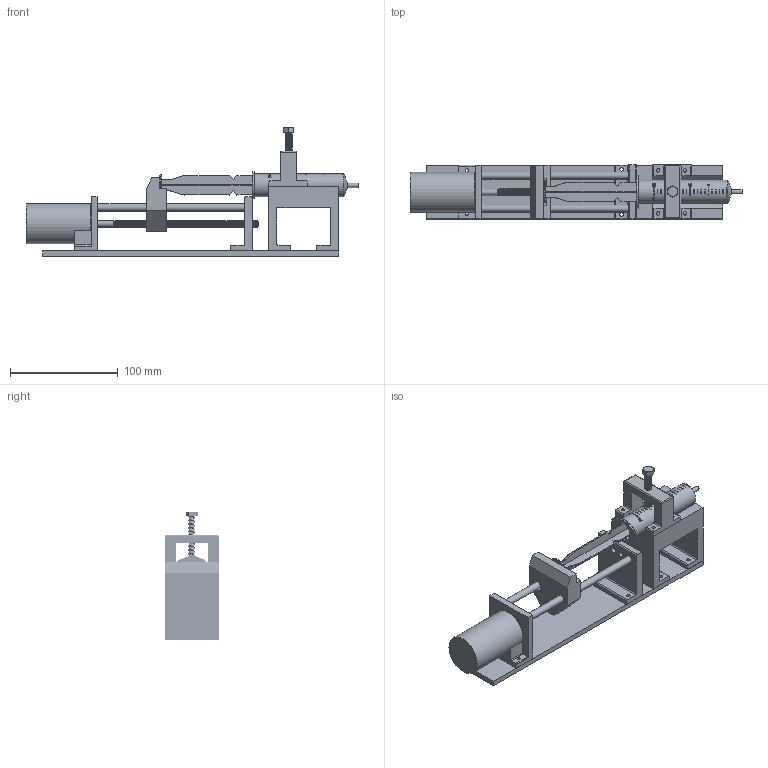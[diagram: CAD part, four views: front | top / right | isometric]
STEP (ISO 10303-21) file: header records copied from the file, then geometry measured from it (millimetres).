
FILE_DESCRIPTION(('FreeCAD Model'),'2;1');
FILE_NAME('Open CASCADE Shape Model','2025-04-29T04:15:41',('FreeCAD'),( 'FreeCAD'),'Open CASCADE STEP processor 7.6','FreeCAD','Unknown');
FILE_SCHEMA(('AUTOMOTIVE_DESIGN { 1 0 10303 214 1 1 1 1 }'));
Products named in the file (1): Open CASCADE STEP translator 7.6 1
Bounding box: 308.26 x 50.18 x 119.64 mm (x, y, z)
Volume: 331015.3 mm3; surface area: 132989.1 mm2
Topology: 16 solids, 16 shells, 1114 faces, 3683 edges, 2632 vertices
Faces by surface type: plane 644, cylinder 330, bspline 76, cone 34, torus 26, revolution 4
Full cylindrical faces by diameter (mm): 1.9 x1, 2.5 x1, 3.25 x12, 3.5 x1, 3.75 x6, 4 x6, 4.1 x1, 5 x14, 5.105 x1, 6 x1, 6.5 x2, 7 x4, 7.5 x2, 9.6 x3, 10 x3, 12 x1, 12.75 x1, 14 x2, 18.4 x1, 19 x1, 19.2 x1, 19.4 x3, 20.5 x1, 21.4 x1, 37 x1
Entity records: 103760 total; most frequent: CARTESIAN_POINT 72749, ORIENTED_EDGE 7360, DIRECTION 5689, EDGE_CURVE 3680, VERTEX_POINT 2632, AXIS2_PLACEMENT_3D 2014, LINE 1657, VECTOR 1657
